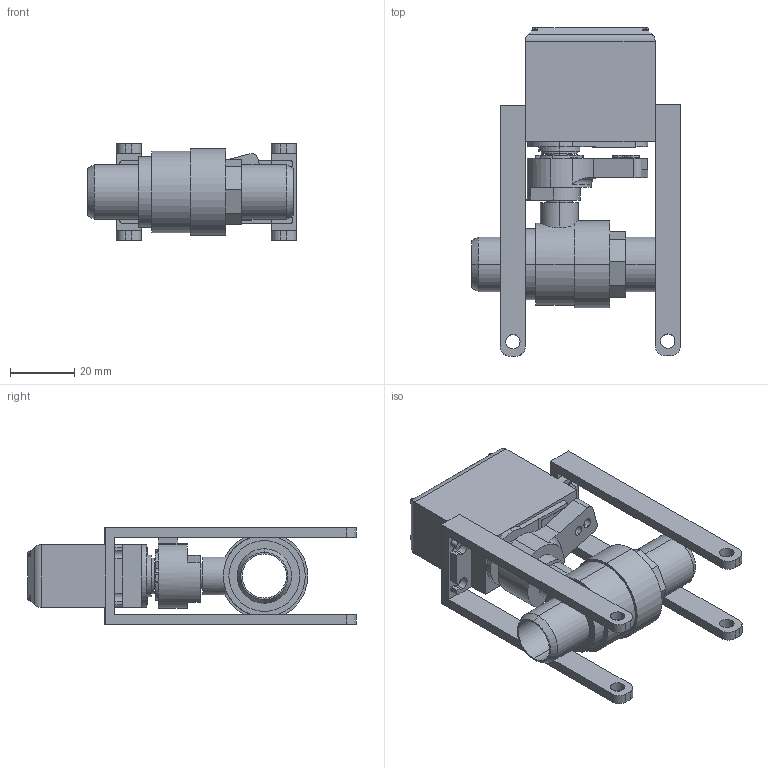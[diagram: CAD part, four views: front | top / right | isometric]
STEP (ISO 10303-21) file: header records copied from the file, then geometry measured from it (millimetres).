
FILE_DESCRIPTION (( 'STEP AP214' ), '1' );
FILE_NAME ('ServoValve_Assembly.STEP', '2021-07-23T19:50:38', ( '' ), ( '' ), 'SwSTEP 2.0', 'SolidWorks 2020', '' );
FILE_SCHEMA (( 'AUTOMOTIVE_DESIGN' ));
Length unit declared in the file: millimetre
Products named in the file (7): Standard Servo; ServoValve_Assembly; Servo_arm_25T; brass_ball_valve_dn20_barbed; servo_arm_valve_interface; Servo_pipe_interface; Nut
Assembly tree (7 placements, depth 2):
  ServoValve_Assembly
    brass_ball_valve_dn20_barbed
    Standard Servo
    Servo_arm_25T
    servo_arm_valve_interface
    Nut
    Servo_pipe_interface  x2
Bounding box: 64.8 x 102.07 x 30 mm (x, y, z)
Volume: 54976.4 mm3; surface area: 26690.4 mm2
Topology: 7 solids, 7 shells, 829 faces, 2333 edges, 1536 vertices
Faces by surface type: plane 487, cylinder 231, cone 76, torus 29, bspline 6
Entity records: 33377 total; most frequent: CARTESIAN_POINT 7811, ORIENTED_EDGE 4546, DIRECTION 4136, EDGE_CURVE 2273, VERTEX_POINT 1496, LINE 1422, VECTOR 1422, AXIS2_PLACEMENT_3D 1357
